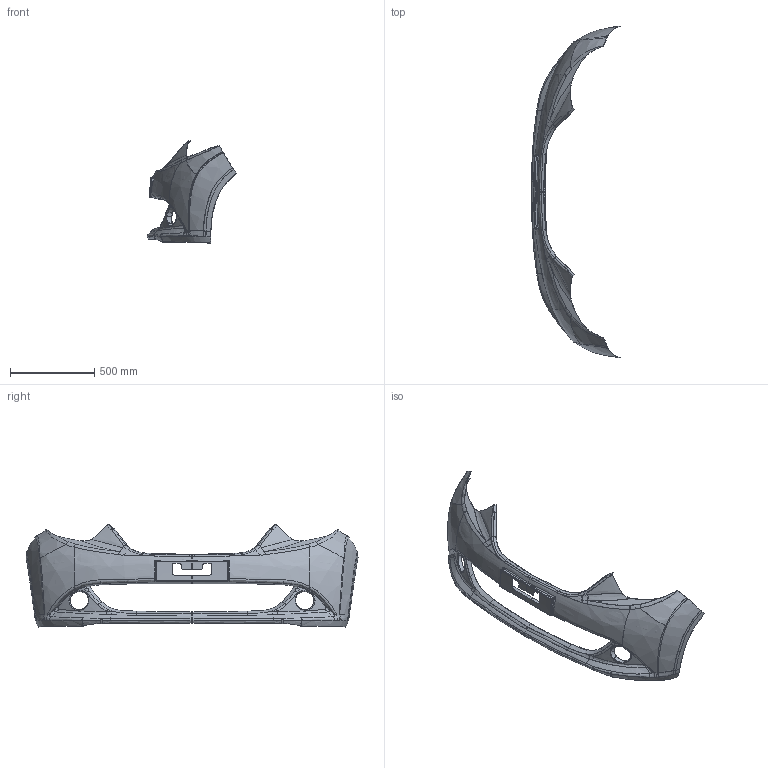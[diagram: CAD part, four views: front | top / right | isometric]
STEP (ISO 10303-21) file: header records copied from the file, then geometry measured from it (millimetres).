
FILE_DESCRIPTION(('FreeCAD Model'),'2;1');
FILE_NAME('Open CASCADE Shape Model','2025-05-04T04:44:57',('FreeCAD'),( 'FreeCAD'),'Open CASCADE STEP processor 7.6','FreeCAD','Unknown');
FILE_SCHEMA(('AUTOMOTIVE_DESIGN { 1 0 10303 214 1 1 1 1 }'));
Products named in the file (1): Open CASCADE STEP translator 7.6 1
Bounding box: 531.57 x 1971.76 x 608.94 mm (x, y, z)
Volume: 3195844.8 mm3; surface area: 2216189.7 mm2
Topology: 2 solids, 2 shells, 634 faces, 1587 edges, 946 vertices
Faces by surface type: bspline 634
Entity records: 240220 total; most frequent: CARTESIAN_POINT 230414, ORIENTED_EDGE 3148, B_SPLINE_CURVE_WITH_KNOTS 1575, EDGE_CURVE 1574, VERTEX_POINT 944, FACE_BOUND 638, EDGE_LOOP 638, ADVANCED_FACE 634
